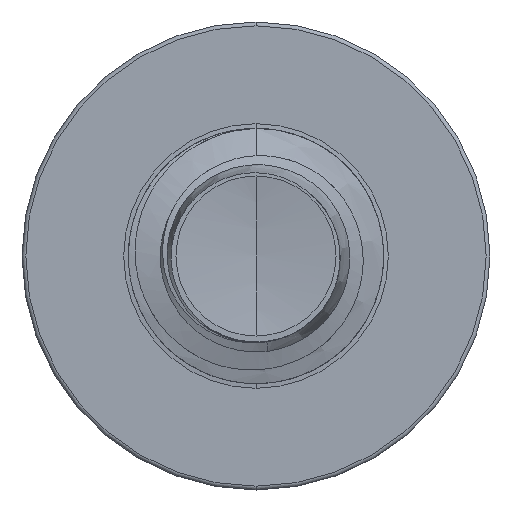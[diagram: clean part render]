
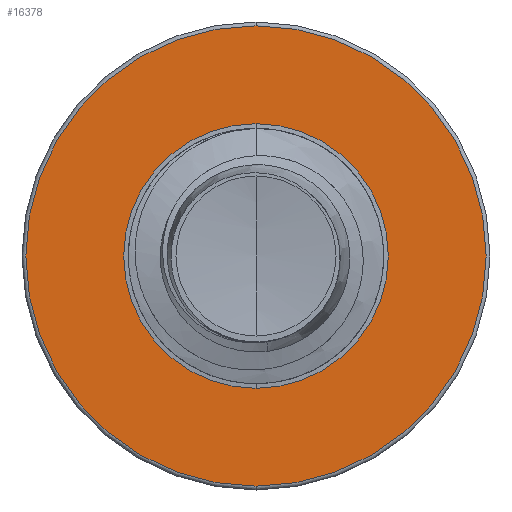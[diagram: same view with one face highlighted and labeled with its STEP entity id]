
A CAD part, front view. The second image highlights one B-rep face of the part: STEP entity #16378.
In plain terms, the highlighted planar face has unit normal (0, -1, 0).
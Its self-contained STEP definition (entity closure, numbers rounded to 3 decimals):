
#93 = CIRCLE ( 'NONE', #18945, 1.623 ) ;
#1299 = CARTESIAN_POINT ( 'NONE',  ( 0., 6., 1.623 ) ) ;
#1481 = VERTEX_POINT ( 'NONE', #1299 ) ;
#2125 = CARTESIAN_POINT ( 'NONE',  ( 0., 6., 0. ) ) ;
#2718 = DIRECTION ( 'NONE',  ( 0., 1., 0. ) ) ;
#3852 = AXIS2_PLACEMENT_3D ( 'NONE', #19267, #19226, #19197 ) ;
#3906 = DIRECTION ( 'NONE',  ( 0., 0., 1. ) ) ;
#5256 = FACE_BOUND ( 'NONE', #6976, .T. ) ;
#5986 = EDGE_LOOP ( 'NONE', ( #8833, #8997 ) ) ;
#6721 = CIRCLE ( 'NONE', #3852, 0.933 ) ;
#6976 = EDGE_LOOP ( 'NONE', ( #9498, #9659 ) ) ;
#7083 = EDGE_CURVE ( 'NONE', #10095, #15864, #6721, .T. ) ;
#7196 = DIRECTION ( 'NONE',  ( 0., 1., 0. ) ) ;
#7850 = EDGE_CURVE ( 'NONE', #1481, #18757, #93, .T. ) ;
#7918 = CARTESIAN_POINT ( 'NONE',  ( 0., 6., 0. ) ) ;
#8833 = ORIENTED_EDGE ( 'NONE', *, *, #7850, .F. ) ;
#8997 = ORIENTED_EDGE ( 'NONE', *, *, #19009, .F. ) ;
#9473 = EDGE_CURVE ( 'NONE', #15864, #10095, #16762, .T. ) ;
#9498 = ORIENTED_EDGE ( 'NONE', *, *, #7083, .T. ) ;
#9539 = DIRECTION ( 'NONE',  ( 0., 0., 1. ) ) ;
#9659 = ORIENTED_EDGE ( 'NONE', *, *, #9473, .T. ) ;
#10095 = VERTEX_POINT ( 'NONE', #15293 ) ;
#10378 = CARTESIAN_POINT ( 'NONE',  ( 0., 6., -1.623 ) ) ;
#11025 = AXIS2_PLACEMENT_3D ( 'NONE', #11827, #7196, #17299 ) ;
#11827 = CARTESIAN_POINT ( 'NONE',  ( 0., 6., -0.933 ) ) ;
#12586 = CARTESIAN_POINT ( 'NONE',  ( 0., 6., 0. ) ) ;
#13527 = DIRECTION ( 'NONE',  ( 0., 1., 0. ) ) ;
#13970 = DIRECTION ( 'NONE',  ( 0., 0., 1. ) ) ;
#14143 = AXIS2_PLACEMENT_3D ( 'NONE', #12586, #2718, #13970 ) ;
#14253 = CARTESIAN_POINT ( 'NONE',  ( 0., 6., -0.933 ) ) ;
#14267 = CIRCLE ( 'NONE', #14143, 1.623 ) ;
#15026 = AXIS2_PLACEMENT_3D ( 'NONE', #2125, #13527, #3906 ) ;
#15293 = CARTESIAN_POINT ( 'NONE',  ( 0., 6., 0.933 ) ) ;
#15864 = VERTEX_POINT ( 'NONE', #14253 ) ;
#15997 = PLANE ( 'NONE',  #11025 ) ;
#16378 = ADVANCED_FACE ( 'NONE', ( #16729, #5256 ), #15997, .F. ) ;
#16729 = FACE_OUTER_BOUND ( 'NONE', #5986, .T. ) ;
#16762 = CIRCLE ( 'NONE', #15026, 0.933 ) ;
#17299 = DIRECTION ( 'NONE',  ( 0., 0., 1. ) ) ;
#17826 = DIRECTION ( 'NONE',  ( 0., 1., 0. ) ) ;
#18757 = VERTEX_POINT ( 'NONE', #10378 ) ;
#18945 = AXIS2_PLACEMENT_3D ( 'NONE', #7918, #17826, #9539 ) ;
#19009 = EDGE_CURVE ( 'NONE', #18757, #1481, #14267, .T. ) ;
#19197 = DIRECTION ( 'NONE',  ( 0., 0., 1. ) ) ;
#19226 = DIRECTION ( 'NONE',  ( 0., 1., 0. ) ) ;
#19267 = CARTESIAN_POINT ( 'NONE',  ( 0., 6., 0. ) ) ;
